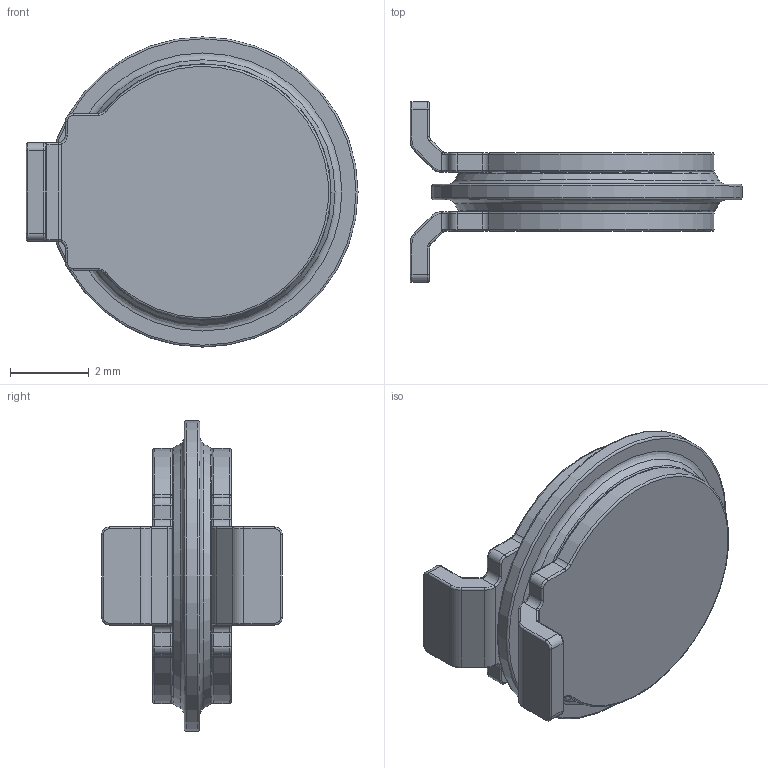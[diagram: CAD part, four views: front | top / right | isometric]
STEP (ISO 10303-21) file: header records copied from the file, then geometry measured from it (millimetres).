
FILE_DESCRIPTION(/* description */ (''),/* implementation_level */ '2;1');
FILE_NAME(/* name */ '2017-SMC.stp',/* time_stamp */ '2015-07-22T11:04:01-06:00',/* author */ ('Lidsneyf'),/* organization */ (''),/* preprocessor_version */ 'ST-DEVELOPER v15.6',/* originating_system */ 'Autodesk Inventor 2015',/* authorisation */ '');
FILE_SCHEMA (('AUTOMOTIVE_DESIGN { 1 0 10303 214 3 1 1 }'));
Products named in the file (3): 34496-T-XX C bend; 31817-01; 2017-SMC
Bounding box: 8.45 x 4.6 x 7.9 mm (x, y, z)
Volume: 73.1 mm3; surface area: 294.8 mm2
Topology: 3 solids, 3 shells, 640 faces, 1502 edges, 956 vertices
Faces by surface type: bspline 360, plane 132, torus 76, cylinder 64, cone 8
Full cylindrical faces by diameter (mm): 3.7 x1, 7.9 x1
Entity records: 11795 total; most frequent: CARTESIAN_POINT 5382, ORIENTED_EDGE 1490, DIRECTION 842, EDGE_CURVE 745, VERTEX_POINT 489, EDGE_LOOP 406, B_SPLINE_CURVE_WITH_KNOTS 360, FACE_OUTER_BOUND 332
